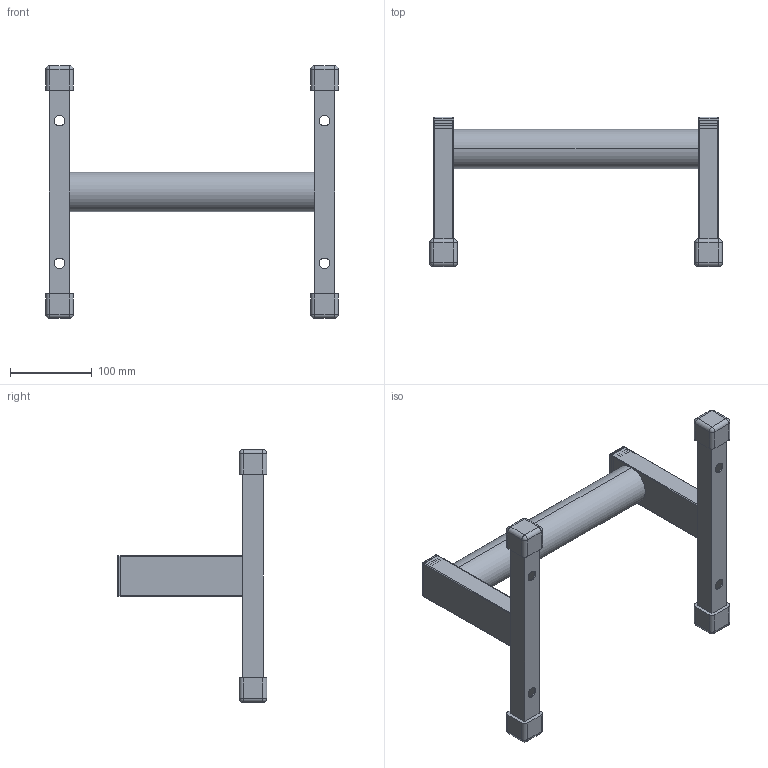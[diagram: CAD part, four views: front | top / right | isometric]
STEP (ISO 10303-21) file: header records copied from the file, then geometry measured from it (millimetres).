
FILE_DESCRIPTION (( 'STEP AP203' ), '1' );
FILE_NAME ('T54155.STEP', '2023-01-18T17:04:28', ( '' ), ( '' ), 'SwSTEP 2.0', 'SolidWorks 2022', '' );
FILE_SCHEMA (( 'CONFIG_CONTROL_DESIGN' ));
Length unit declared in the file: millimetre
Products named in the file (7): S3561; TH3546; TH3547; T54155; 50 X 25 X 1.5 ERW X 150LG; TH3548; 48.3 X 3.2 CHS X 300 LG
Assembly tree (12 placements, depth 3):
  T54155
    TH3548
      48.3 X 3.2 CHS X 300 LG
      50 X 25 X 1.5 ERW X 150LG  x2
      TH3546  x2
    TH3547  x4
    S3561  x2
Bounding box: 359 x 183.5 x 310 mm (x, y, z)
Volume: 369134.6 mm3; surface area: 332174.9 mm2
Topology: 11 solids, 11 shells, 342 faces, 852 edges, 528 vertices
Faces by surface type: plane 178, cylinder 140, sphere 24
Entity records: 5427 total; most frequent: DIRECTION 834, CARTESIAN_POINT 779, ORIENTED_EDGE 744, EDGE_CURVE 372, AXIS2_PLACEMENT_3D 295, VECTOR 244, LINE 244, VERTEX_POINT 240
